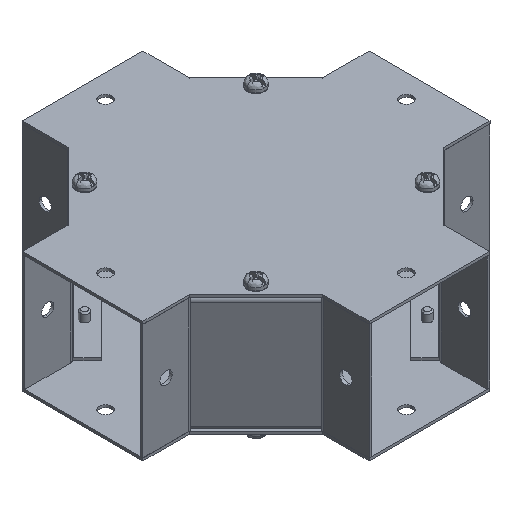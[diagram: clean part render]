
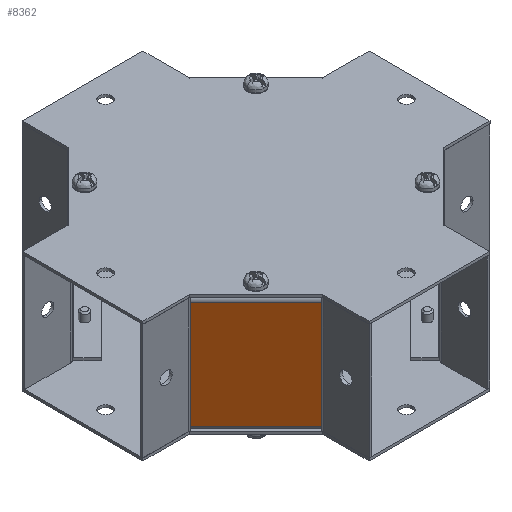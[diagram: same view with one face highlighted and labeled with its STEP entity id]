
A CAD part, isometric view. The second image highlights one B-rep face of the part: STEP entity #8362.
In plain terms, the highlighted planar face has unit normal (-0.707, -0.707, 0).
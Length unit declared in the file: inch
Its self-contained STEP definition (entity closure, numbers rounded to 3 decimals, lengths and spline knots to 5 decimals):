
#88 = EDGE_CURVE ( 'NONE', #10855, #4731, #8926, .T. ) ;
#790 = CARTESIAN_POINT ( 'NONE',  ( -1.31549, -2.74051, -2.414 ) ) ;
#952 = DIRECTION ( 'NONE',  ( -0.707, 0.707, 0. ) ) ;
#1632 = VERTEX_POINT ( 'NONE', #11790 ) ;
#1723 = CARTESIAN_POINT ( 'NONE',  ( -1.31555, -2.74046, -0.086 ) ) ;
#1765 = EDGE_LOOP ( 'NONE', ( #4851, #3351, #12466, #13027, #5677, #2862, #3742, #5234 ) ) ;
#2421 = VECTOR ( 'NONE', #14032, 39.37008 ) ;
#2525 = CARTESIAN_POINT ( 'NONE',  ( -2.74028, -1.31572, -2.414 ) ) ;
#2660 = LINE ( 'NONE', #13929, #3281 ) ;
#2686 = EDGE_CURVE ( 'NONE', #6966, #6802, #8517, .T. ) ;
#2862 = ORIENTED_EDGE ( 'NONE', *, *, #6969, .T. ) ;
#3281 = VECTOR ( 'NONE', #5138, 39.37008 ) ;
#3351 = ORIENTED_EDGE ( 'NONE', *, *, #10967, .T. ) ;
#3742 = ORIENTED_EDGE ( 'NONE', *, *, #14560, .F. ) ;
#4102 = VECTOR ( 'NONE', #952, 39.37008 ) ;
#4731 = VERTEX_POINT ( 'NONE', #13397 ) ;
#4797 = DIRECTION ( 'NONE',  ( -0.707, 0.707, 0. ) ) ;
#4851 = ORIENTED_EDGE ( 'NONE', *, *, #88, .F. ) ;
#5097 = CARTESIAN_POINT ( 'NONE',  ( -3.46367, -0.59234, -0.086 ) ) ;
#5138 = DIRECTION ( 'NONE',  ( 0., 0., -1. ) ) ;
#5234 = ORIENTED_EDGE ( 'NONE', *, *, #15315, .T. ) ;
#5564 = VECTOR ( 'NONE', #9860, 39.37008 ) ;
#5677 = ORIENTED_EDGE ( 'NONE', *, *, #13555, .F. ) ;
#6157 = DIRECTION ( 'NONE',  ( 0.707, 0.707, 0. ) ) ;
#6802 = VERTEX_POINT ( 'NONE', #790 ) ;
#6966 = VERTEX_POINT ( 'NONE', #9602 ) ;
#6969 = EDGE_CURVE ( 'NONE', #11898, #9902, #6981, .T. ) ;
#6981 = LINE ( 'NONE', #11851, #4102 ) ;
#7246 = DIRECTION ( 'NONE',  ( 0.707, -0.707, 0. ) ) ;
#7332 = CARTESIAN_POINT ( 'NONE',  ( -3.46367, -0.59234, -2.5 ) ) ;
#7901 = LINE ( 'NONE', #10364, #2421 ) ;
#8257 = CARTESIAN_POINT ( 'NONE',  ( -2.74023, -1.31578, -2.414 ) ) ;
#8362 = ADVANCED_FACE ( 'NONE', ( #14589 ), #10935, .F. ) ;
#8517 = LINE ( 'NONE', #10550, #5564 ) ;
#8926 = LINE ( 'NONE', #15188, #13511 ) ;
#9141 = VECTOR ( 'NONE', #14949, 39.37008 ) ;
#9602 = CARTESIAN_POINT ( 'NONE',  ( -1.31555, -2.74046, -2.414 ) ) ;
#9860 = DIRECTION ( 'NONE',  ( 0.707, -0.707, 0. ) ) ;
#9902 = VERTEX_POINT ( 'NONE', #1723 ) ;
#9990 = EDGE_CURVE ( 'NONE', #6966, #13466, #12278, .T. ) ;
#10033 = CARTESIAN_POINT ( 'NONE',  ( -3.46367, -0.59234, -2.414 ) ) ;
#10084 = DIRECTION ( 'NONE',  ( 0.707, -0.707, 0. ) ) ;
#10207 = DIRECTION ( 'NONE',  ( 0., 0., 1. ) ) ;
#10364 = CARTESIAN_POINT ( 'NONE',  ( -2.74023, -1.31578, -0.086 ) ) ;
#10550 = CARTESIAN_POINT ( 'NONE',  ( -1.31555, -2.74046, -2.414 ) ) ;
#10855 = VERTEX_POINT ( 'NONE', #15586 ) ;
#10911 = VECTOR ( 'NONE', #10084, 39.37008 ) ;
#10935 = PLANE ( 'NONE',  #13759 ) ;
#10967 = EDGE_CURVE ( 'NONE', #10855, #13466, #12482, .T. ) ;
#11424 = CARTESIAN_POINT ( 'NONE',  ( -1.31549, -2.74051, -0.086 ) ) ;
#11790 = CARTESIAN_POINT ( 'NONE',  ( -2.74023, -1.31578, -0.086 ) ) ;
#11851 = CARTESIAN_POINT ( 'NONE',  ( -1.31549, -2.74051, -0.086 ) ) ;
#11898 = VERTEX_POINT ( 'NONE', #11424 ) ;
#12186 = LINE ( 'NONE', #5097, #14739 ) ;
#12278 = LINE ( 'NONE', #10033, #9141 ) ;
#12466 = ORIENTED_EDGE ( 'NONE', *, *, #9990, .F. ) ;
#12482 = LINE ( 'NONE', #2525, #10911 ) ;
#13027 = ORIENTED_EDGE ( 'NONE', *, *, #2686, .T. ) ;
#13397 = CARTESIAN_POINT ( 'NONE',  ( -2.74028, -1.31572, -0.086 ) ) ;
#13466 = VERTEX_POINT ( 'NONE', #8257 ) ;
#13511 = VECTOR ( 'NONE', #10207, 39.37008 ) ;
#13555 = EDGE_CURVE ( 'NONE', #11898, #6802, #2660, .T. ) ;
#13759 = AXIS2_PLACEMENT_3D ( 'NONE', #7332, #6157, #4797 ) ;
#13929 = CARTESIAN_POINT ( 'NONE',  ( -1.31549, -2.74051, -2.5 ) ) ;
#14032 = DIRECTION ( 'NONE',  ( -0.707, 0.707, 0. ) ) ;
#14560 = EDGE_CURVE ( 'NONE', #1632, #9902, #12186, .T. ) ;
#14589 = FACE_OUTER_BOUND ( 'NONE', #1765, .T. ) ;
#14739 = VECTOR ( 'NONE', #7246, 39.37008 ) ;
#14949 = DIRECTION ( 'NONE',  ( -0.707, 0.707, 0. ) ) ;
#15188 = CARTESIAN_POINT ( 'NONE',  ( -2.74028, -1.31572, -2.5 ) ) ;
#15315 = EDGE_CURVE ( 'NONE', #1632, #4731, #7901, .T. ) ;
#15586 = CARTESIAN_POINT ( 'NONE',  ( -2.74028, -1.31572, -2.414 ) ) ;
